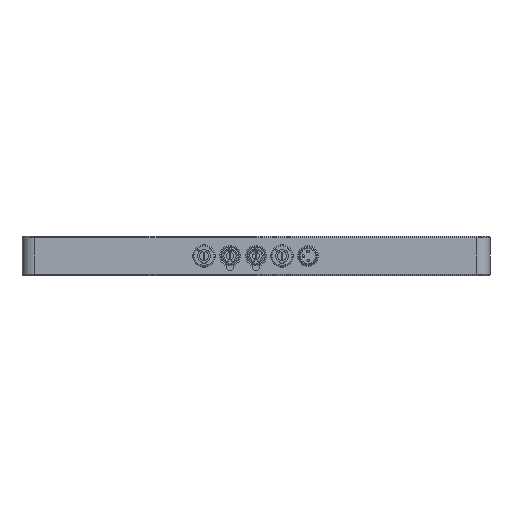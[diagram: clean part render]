
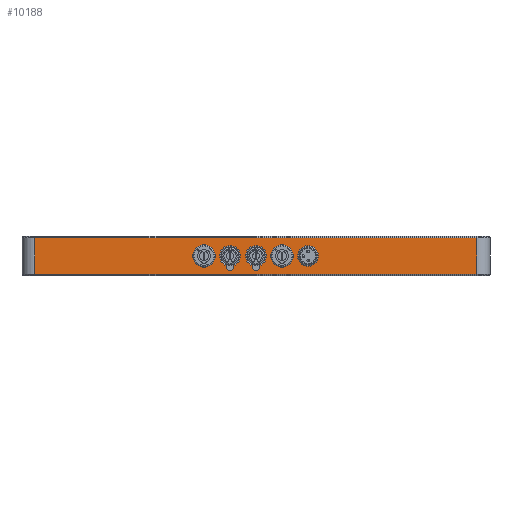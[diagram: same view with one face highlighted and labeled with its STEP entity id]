
A CAD part, front view. The second image highlights one B-rep face of the part: STEP entity #10188.
In plain terms, the highlighted planar face has unit normal (0, -1, 0).
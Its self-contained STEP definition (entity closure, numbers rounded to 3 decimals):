
#543=FACE_BOUND('',#3411,.T.);
#544=FACE_BOUND('',#3412,.T.);
#545=FACE_BOUND('',#3413,.T.);
#546=FACE_BOUND('',#3414,.T.);
#547=FACE_BOUND('',#3415,.T.);
#1303=LINE('',#17570,#2117);
#1308=LINE('',#17583,#2122);
#1309=LINE('',#17587,#2123);
#1310=LINE('',#17588,#2124);
#2117=VECTOR('',#13982,10.);
#2122=VECTOR('',#13997,10.);
#2123=VECTOR('',#14002,10.);
#2124=VECTOR('',#14003,10.);
#2742=FACE_OUTER_BOUND('',#3410,.T.);
#3410=EDGE_LOOP('',(#8840,#8841,#8842,#8843));
#3411=EDGE_LOOP('',(#8844));
#3412=EDGE_LOOP('',(#8845,#8846));
#3413=EDGE_LOOP('',(#8847,#8848));
#3414=EDGE_LOOP('',(#8849));
#3415=EDGE_LOOP('',(#8850));
#3656=CIRCLE('',#10581,3.35);
#3910=CIRCLE('',#11246,4.05);
#3911=CIRCLE('',#11247,1.5);
#3912=CIRCLE('',#11248,1.5);
#3913=CIRCLE('',#11249,4.05);
#3914=CIRCLE('',#11250,4.3);
#3915=CIRCLE('',#11251,4.3);
#4258=VERTEX_POINT('',#15363);
#4775=VERTEX_POINT('',#17562);
#4777=VERTEX_POINT('',#17568);
#4780=VERTEX_POINT('',#17582);
#4781=VERTEX_POINT('',#17586);
#4782=VERTEX_POINT('',#17589);
#4783=VERTEX_POINT('',#17590);
#4784=VERTEX_POINT('',#17593);
#4785=VERTEX_POINT('',#17594);
#4786=VERTEX_POINT('',#17597);
#4787=VERTEX_POINT('',#17599);
#5282=EDGE_CURVE('',#4258,#4258,#3656,.T.);
#6180=EDGE_CURVE('',#4777,#4775,#1303,.T.);
#6187=EDGE_CURVE('',#4775,#4780,#1308,.T.);
#6189=EDGE_CURVE('',#4781,#4777,#1309,.T.);
#6190=EDGE_CURVE('',#4780,#4781,#1310,.T.);
#6191=EDGE_CURVE('',#4782,#4783,#3910,.T.);
#6192=EDGE_CURVE('',#4783,#4782,#3911,.T.);
#6193=EDGE_CURVE('',#4784,#4785,#3912,.T.);
#6194=EDGE_CURVE('',#4785,#4784,#3913,.T.);
#6195=EDGE_CURVE('',#4786,#4786,#3914,.T.);
#6196=EDGE_CURVE('',#4787,#4787,#3915,.T.);
#8840=ORIENTED_EDGE('',*,*,#6180,.F.);
#8841=ORIENTED_EDGE('',*,*,#6189,.F.);
#8842=ORIENTED_EDGE('',*,*,#6190,.F.);
#8843=ORIENTED_EDGE('',*,*,#6187,.F.);
#8844=ORIENTED_EDGE('',*,*,#5282,.T.);
#8845=ORIENTED_EDGE('',*,*,#6191,.T.);
#8846=ORIENTED_EDGE('',*,*,#6192,.T.);
#8847=ORIENTED_EDGE('',*,*,#6193,.T.);
#8848=ORIENTED_EDGE('',*,*,#6194,.T.);
#8849=ORIENTED_EDGE('',*,*,#6195,.T.);
#8850=ORIENTED_EDGE('',*,*,#6196,.T.);
#9612=PLANE('',#11245);
#10188=ADVANCED_FACE('',(#2742,#543,#544,#545,#546,#547),#9612,.T.);
#10581=AXIS2_PLACEMENT_3D('',#15364,#12177,#12178);
#11245=AXIS2_PLACEMENT_3D('',#17585,#14000,#14001);
#11246=AXIS2_PLACEMENT_3D('',#17591,#14004,#14005);
#11247=AXIS2_PLACEMENT_3D('',#17592,#14006,#14007);
#11248=AXIS2_PLACEMENT_3D('',#17595,#14008,#14009);
#11249=AXIS2_PLACEMENT_3D('',#17596,#14010,#14011);
#11250=AXIS2_PLACEMENT_3D('',#17598,#14012,#14013);
#11251=AXIS2_PLACEMENT_3D('',#17600,#14014,#14015);
#12177=DIRECTION('center_axis',(0.,1.,0.));
#12178=DIRECTION('ref_axis',(1.,0.,0.029));
#13982=DIRECTION('',(-1.,0.,0.));
#13997=DIRECTION('',(0.,0.,1.));
#14000=DIRECTION('center_axis',(0.,-1.,0.));
#14001=DIRECTION('ref_axis',(1.,0.,0.));
#14002=DIRECTION('',(0.,0.,-1.));
#14003=DIRECTION('',(1.,0.,0.));
#14004=DIRECTION('center_axis',(0.,1.,0.));
#14005=DIRECTION('ref_axis',(1.,0.,0.));
#14006=DIRECTION('center_axis',(0.,1.,0.));
#14007=DIRECTION('ref_axis',(1.,0.,0.));
#14008=DIRECTION('center_axis',(0.,1.,0.));
#14009=DIRECTION('ref_axis',(1.,0.,0.));
#14010=DIRECTION('center_axis',(0.,1.,0.));
#14011=DIRECTION('ref_axis',(1.,0.,0.));
#14012=DIRECTION('center_axis',(0.,1.,0.));
#14013=DIRECTION('ref_axis',(1.,0.,0.));
#14014=DIRECTION('center_axis',(0.,1.,0.));
#14015=DIRECTION('ref_axis',(1.,0.,0.));
#15363=CARTESIAN_POINT('',(106.651,0.,7.402));
#15364=CARTESIAN_POINT('Origin',(110.,0.,7.5));
#17562=CARTESIAN_POINT('',(5.,0.,0.4));
#17568=CARTESIAN_POINT('',(175.,0.,0.4));
#17570=CARTESIAN_POINT('',(45.,0.,0.4));
#17582=CARTESIAN_POINT('',(5.,0.,14.6));
#17583=CARTESIAN_POINT('',(5.,0.,0.));
#17585=CARTESIAN_POINT('Origin',(0.,0.,0.));
#17586=CARTESIAN_POINT('',(175.,0.,14.6));
#17587=CARTESIAN_POINT('',(175.,0.,0.));
#17588=CARTESIAN_POINT('',(45.,0.,14.6));
#17589=CARTESIAN_POINT('',(88.526,0.,3.728));
#17590=CARTESIAN_POINT('',(91.474,0.,3.728));
#17591=CARTESIAN_POINT('Origin',(90.,0.,7.5));
#17592=CARTESIAN_POINT('Origin',(90.,0.,3.45));
#17593=CARTESIAN_POINT('',(81.474,0.,3.728));
#17594=CARTESIAN_POINT('',(78.526,0.,3.728));
#17595=CARTESIAN_POINT('Origin',(80.,0.,3.45));
#17596=CARTESIAN_POINT('Origin',(80.,0.,7.5));
#17597=CARTESIAN_POINT('',(95.7,0.,7.5));
#17598=CARTESIAN_POINT('Origin',(100.,0.,7.5));
#17599=CARTESIAN_POINT('',(65.7,0.,7.5));
#17600=CARTESIAN_POINT('Origin',(70.,0.,7.5));
